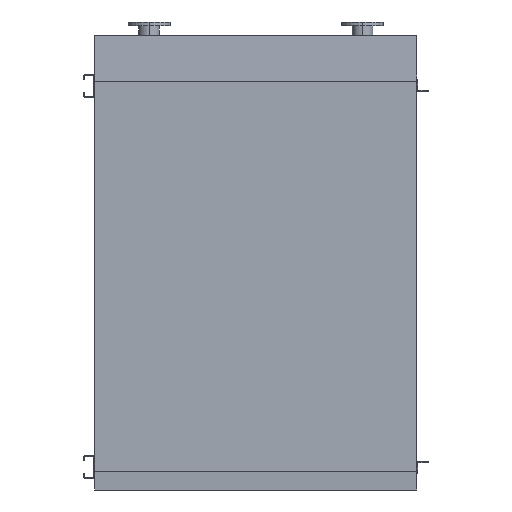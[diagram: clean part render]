
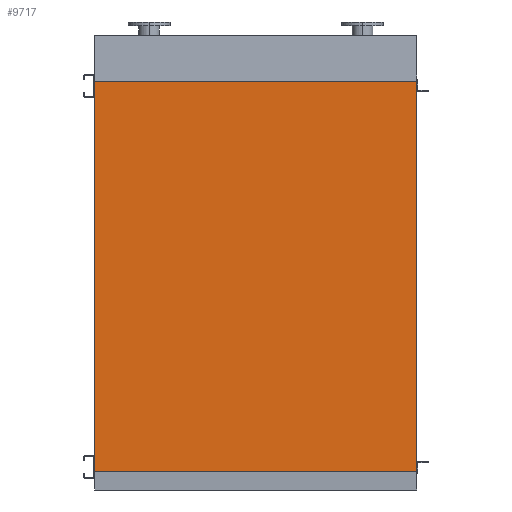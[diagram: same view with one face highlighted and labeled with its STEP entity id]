
A CAD part, front view. The second image highlights one B-rep face of the part: STEP entity #9717.
In plain terms, the highlighted planar face has unit normal (0, -1, 0).
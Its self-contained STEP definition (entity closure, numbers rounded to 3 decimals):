
#76 = EDGE_CURVE ( 'NONE', #4408, #979, #5543, .T. ) ;
#148 = DIRECTION ( 'NONE',  ( 0., -1., 0. ) ) ;
#248 = PLANE ( 'NONE',  #7663 ) ;
#466 = DIRECTION ( 'NONE',  ( 1., 0., 0. ) ) ;
#826 = VECTOR ( 'NONE', #3180, 1000. ) ;
#979 = VERTEX_POINT ( 'NONE', #3030 ) ;
#1185 = EDGE_CURVE ( 'NONE', #8804, #7350, #8716, .T. ) ;
#1666 = DIRECTION ( 'NONE',  ( 1., 0., 0. ) ) ;
#1789 = VECTOR ( 'NONE', #3370, 1000. ) ;
#1863 = ORIENTED_EDGE ( 'NONE', *, *, #1185, .T. ) ;
#1991 = ORIENTED_EDGE ( 'NONE', *, *, #6112, .T. ) ;
#2495 = CARTESIAN_POINT ( 'NONE',  ( -845., 0., -2050. ) ) ;
#2669 = ORIENTED_EDGE ( 'NONE', *, *, #8801, .F. ) ;
#2752 = LINE ( 'NONE', #5039, #3770 ) ;
#3030 = CARTESIAN_POINT ( 'NONE',  ( -845., 0., 0. ) ) ;
#3180 = DIRECTION ( 'NONE',  ( 0., 0., 1. ) ) ;
#3370 = DIRECTION ( 'NONE',  ( 0., 0., 1. ) ) ;
#3588 = ORIENTED_EDGE ( 'NONE', *, *, #76, .F. ) ;
#3770 = VECTOR ( 'NONE', #466, 1000. ) ;
#4224 = CARTESIAN_POINT ( 'NONE',  ( -845., 0., -2050. ) ) ;
#4408 = VERTEX_POINT ( 'NONE', #4224 ) ;
#4645 = CARTESIAN_POINT ( 'NONE',  ( 845., 0., -2050. ) ) ;
#4868 = CARTESIAN_POINT ( 'NONE',  ( -845., 0., -2050. ) ) ;
#5039 = CARTESIAN_POINT ( 'NONE',  ( -845., 0., 0. ) ) ;
#5062 = EDGE_LOOP ( 'NONE', ( #2669, #3588, #1991, #1863 ) ) ;
#5543 = LINE ( 'NONE', #2495, #1789 ) ;
#5586 = DIRECTION ( 'NONE',  ( 0., 0., -1. ) ) ;
#6112 = EDGE_CURVE ( 'NONE', #4408, #8804, #9608, .T. ) ;
#6563 = CARTESIAN_POINT ( 'NONE',  ( 845., 0., -2050. ) ) ;
#7077 = VECTOR ( 'NONE', #1666, 1000. ) ;
#7112 = FACE_OUTER_BOUND ( 'NONE', #5062, .T. ) ;
#7350 = VERTEX_POINT ( 'NONE', #8554 ) ;
#7663 = AXIS2_PLACEMENT_3D ( 'NONE', #9463, #148, #5586 ) ;
#8554 = CARTESIAN_POINT ( 'NONE',  ( 845., 0., 0. ) ) ;
#8716 = LINE ( 'NONE', #4645, #826 ) ;
#8801 = EDGE_CURVE ( 'NONE', #979, #7350, #2752, .T. ) ;
#8804 = VERTEX_POINT ( 'NONE', #6563 ) ;
#9463 = CARTESIAN_POINT ( 'NONE',  ( -845., 0., -2050. ) ) ;
#9608 = LINE ( 'NONE', #4868, #7077 ) ;
#9717 = ADVANCED_FACE ( 'NONE', ( #7112 ), #248, .T. ) ;
